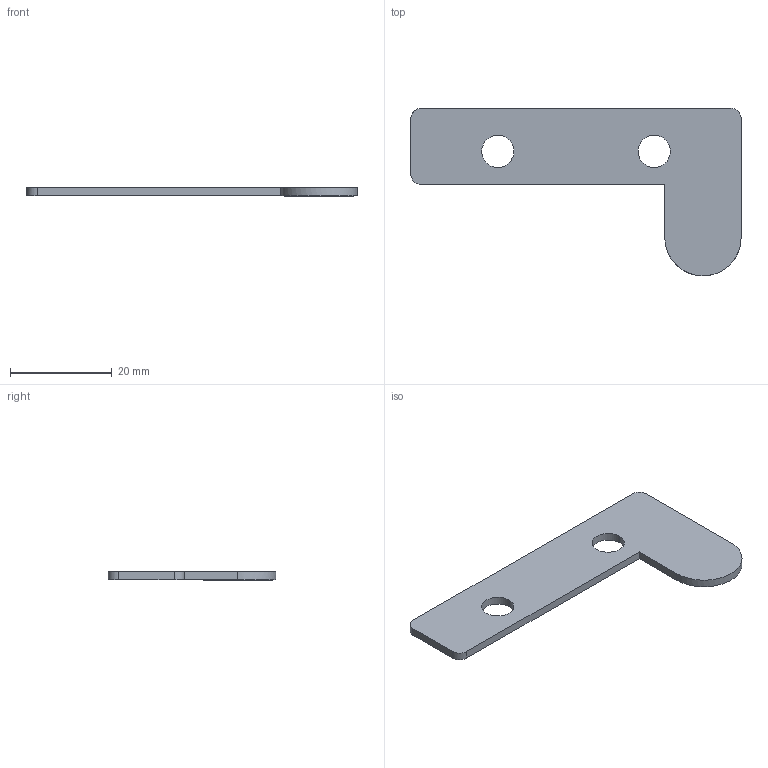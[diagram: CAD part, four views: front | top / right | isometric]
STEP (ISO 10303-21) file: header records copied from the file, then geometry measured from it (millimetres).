
FILE_DESCRIPTION(('FreeCAD Model'),'2;1');
FILE_NAME('PCB_Sensor_001.stp','2016-01-27T22:41:22',('FreeCAD'),('FreeCAD'), 'Open CASCADE STEP processor 6.8','FreeCAD','Unknown');
FILE_SCHEMA(('AUTOMOTIVE_DESIGN_CC2 { 1 2 10303 214 -1 1 5 4 }'));
Length unit declared in the file: millimetre
Products named in the file (1): Open CASCADE STEP translator 6.8 392
Bounding box: 65 x 32.99 x 1.7 mm (x, y, z)
Volume: 1862.2 mm3; surface area: 2677.1 mm2
Topology: 1 solids, 1 shells, 18 faces, 45 edges, 30 vertices
Faces by surface type: bspline 10, plane 8
Entity records: 2055 total; most frequent: CARTESIAN_POINT 1457, B_SPLINE_CURVE_WITH_KNOTS 95, ORIENTED_EDGE 90, PCURVE 90, DEFINITIONAL_REPRESENTATION 90, EDGE_CURVE 45, SURFACE_CURVE 45, VERTEX_POINT 30
